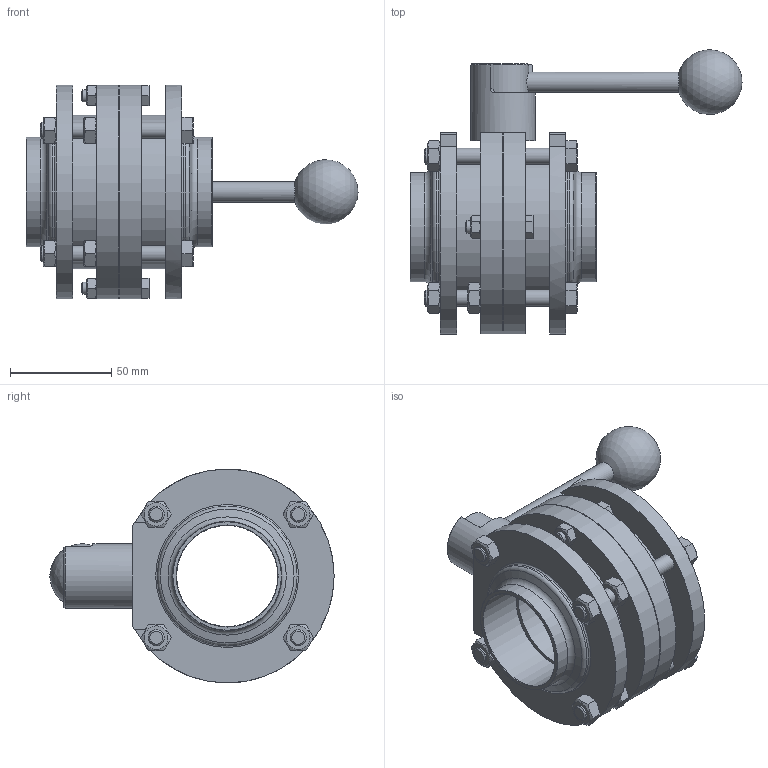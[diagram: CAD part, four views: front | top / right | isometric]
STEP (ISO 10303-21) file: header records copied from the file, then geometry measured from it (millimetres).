
FILE_DESCRIPTION( ( 'STEP AP203' ), ' ' );
FILE_NAME( '9612628242.stp', '2017-01-13T10:50:36', ( '' ), ( '' ), ' ', 'PARTsolutions', ' ' );
FILE_SCHEMA( ( 'CONFIG_CONTROL_DESIGN' ) );
Length unit declared in the file: millimetre
Products named in the file (6): 9612628242; _LKB-F Butterfly D50; _LKB-F Flange (D500020); _LKB-F Flange D50 2; _9611411380 Handle cap 2 pos D50; _9612045001 Indication handle D50
Assembly tree (5 placements, depth 2):
  9612628242
    _LKB-F Butterfly D50
    _LKB-F Flange (D500020)
    _LKB-F Flange D50 2
    _9611411380 Handle cap 2 pos D50
    _9612045001 Indication handle D50
Bounding box: 164 x 140.44 x 105.7 mm (x, y, z)
Volume: 392222.6 mm3; surface area: 110292.6 mm2
Topology: 5 solids, 7 shells, 310 faces, 734 edges, 462 vertices
Faces by surface type: plane 168, cone 71, cylinder 60, torus 10, sphere 1
Full cylindrical faces by diameter (mm): 6 x4, 6.5 x2, 6.647 x4, 8 x6, 8.5 x8, 10 x1, 25.4 x1, 25.5 x1, 32 x1, 50 x4, 53.6 x2, 54 x2, 61 x2, 69 x2, 76 x2
Entity records: 9400 total; most frequent: CARTESIAN_POINT 2705, DIRECTION 1287, ORIENTED_EDGE 1240, EDGE_CURVE 620, AXIS2_PLACEMENT_3D 524, EDGE_LOOP 453, VERTEX_POINT 438, FACE_OUTER_BOUND 362
